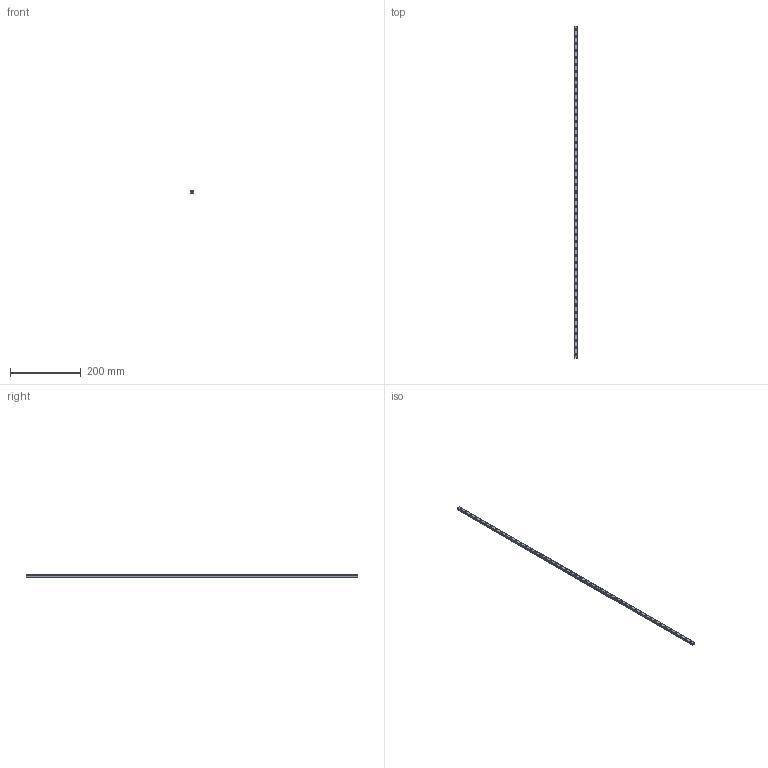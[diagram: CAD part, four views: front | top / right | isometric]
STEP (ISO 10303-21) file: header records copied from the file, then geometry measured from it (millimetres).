
FILE_DESCRIPTION(('STEP AP214'),'1');
FILE_NAME('cctmp_C236E287-B569-437F-9379-1AAADD817441_2021_02_18_15_03_56_0902..stp','2021-02-18T14:03:57',('HIWIN GmbH'),('CADClick - www.CADClick.com'),'Spatial InterOp 3D',' ','unknown authorization');
FILE_SCHEMA(('AUTOMOTIVE_DESIGN'));
Length unit declared in the file: millimetre
Products named in the file (1): MGNR09R940CM_FILE
Bounding box: 9 x 940 x 6.5 mm (x, y, z)
Volume: 46507 mm3; surface area: 38051.3 mm2
Topology: 1 solids, 1 shells, 518 faces, 1113 edges, 742 vertices
Faces by surface type: cylinder 298, plane 220
Entity records: 18481 total; most frequent: DIRECTION 2747, CARTESIAN_POINT 2374, ORIENTED_EDGE 2226, AXIS2_PLACEMENT_3D 1115, EDGE_CURVE 1113, VERTEX_POINT 742, EDGE_LOOP 663, CIRCLE 596
